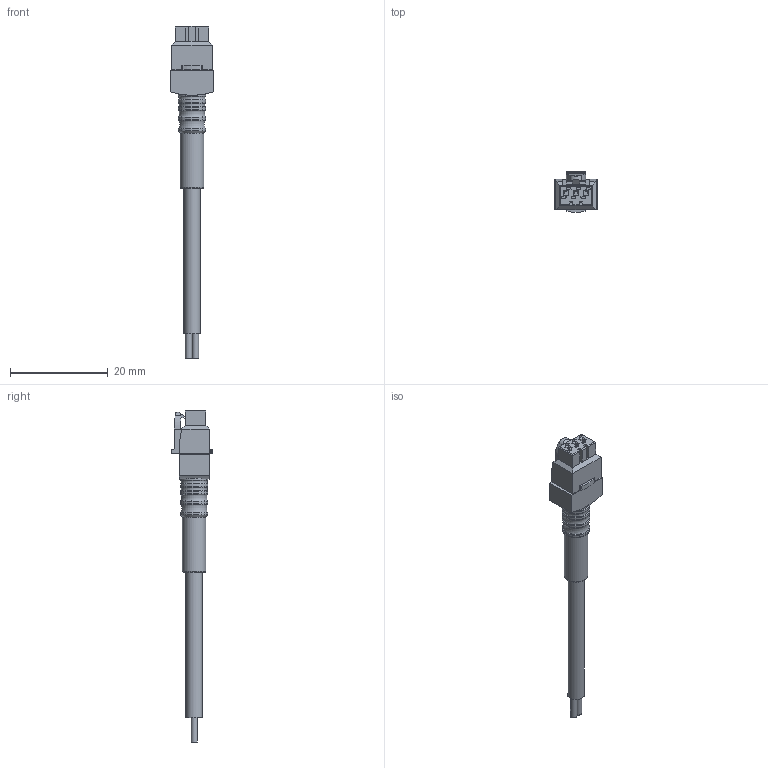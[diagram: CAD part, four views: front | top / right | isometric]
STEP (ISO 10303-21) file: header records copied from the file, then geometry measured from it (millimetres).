
FILE_DESCRIPTION(/* description */ ('STEP AP214'),/* implementation_level */ '2;1');
FILE_NAME(/* name */ '566658_NEBV-H1G2-P-0_5-N-LE2',/* time_stamp */ '2024-09-12T07:32:53+02:00',/* author */ ('License CC BY-ND 4.0'),/* organization */ ('CADENAS'),/* preprocessor_version */ 'ST-DEVELOPER v19.3',/* originating_system */ 'PARTsolutions',/* authorisation */ ' ');
FILE_SCHEMA (('AUTOMOTIVE_DESIGN {1 0 10303 214 3 1 1}'));
Length unit declared in the file: millimetre
Products named in the file (1): 566658 NEBV-H1G2-P-0.5-N-LE2
Bounding box: 9 x 8.4 x 68 mm (x, y, z)
Volume: 1306.2 mm3; surface area: 1382.3 mm2
Topology: 1 solids, 1 shells, 159 faces, 374 edges, 231 vertices
Faces by surface type: plane 102, cylinder 41, torus 15, cone 1
Full cylindrical faces by diameter (mm): 1.3 x2, 3.4 x1, 4.8 x1, 5.6 x5
Entity records: 4396 total; most frequent: CARTESIAN_POINT 778, DIRECTION 740, ORIENTED_EDGE 698, EDGE_CURVE 349, LINE 258, VECTOR 258, AXIS2_PLACEMENT_3D 241, VERTEX_POINT 231
